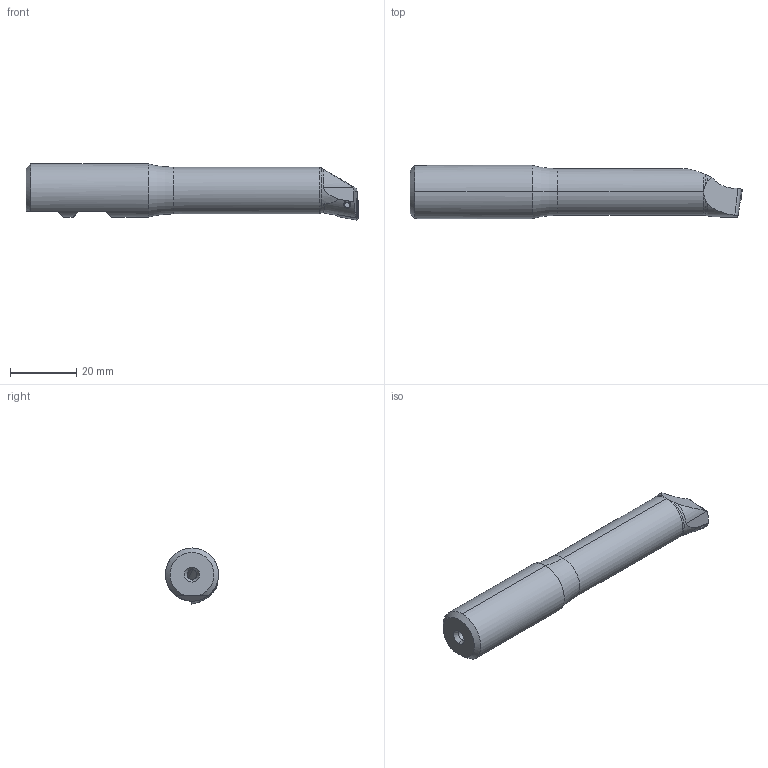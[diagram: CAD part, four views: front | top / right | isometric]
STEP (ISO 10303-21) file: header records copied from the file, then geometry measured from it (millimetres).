
FILE_DESCRIPTION (( 'STEP AP203' ), '1' );
FILE_NAME ('B18-WCA.K11.100.STEP', '2014-02-04T08:41:43', ( 'SwiAdmin' ), ( '' ), 'SwSTEP 2.0', 'SolidWorks 2012', '' );
FILE_SCHEMA (( 'CONFIG_CONTROL_DESIGN' ));
Length unit declared in the file: millimetre
Products named in the file (4): B18-WCA.K11.100; WCA-ER2.001.006_A; CCMT060204; B18-WCA.K11.100_A
Assembly tree (3 placements, depth 2):
  B18-WCA.K11.100
    B18-WCA.K11.100_A
    CCMT060204
    WCA-ER2.001.006_A
Bounding box: 100 x 16 x 16.88 mm (x, y, z)
Volume: 15278.3 mm3; surface area: 5831.3 mm2
Topology: 3 solids, 3 shells, 128 faces, 326 edges, 200 vertices
Faces by surface type: cylinder 40, plane 33, cone 28, bspline 13, torus 12, sphere 2
Entity records: 4713 total; most frequent: CARTESIAN_POINT 1421, ORIENTED_EDGE 644, DIRECTION 569, EDGE_CURVE 322, AXIS2_PLACEMENT_3D 226, VERTEX_POINT 200, EDGE_LOOP 134, ADVANCED_FACE 128
